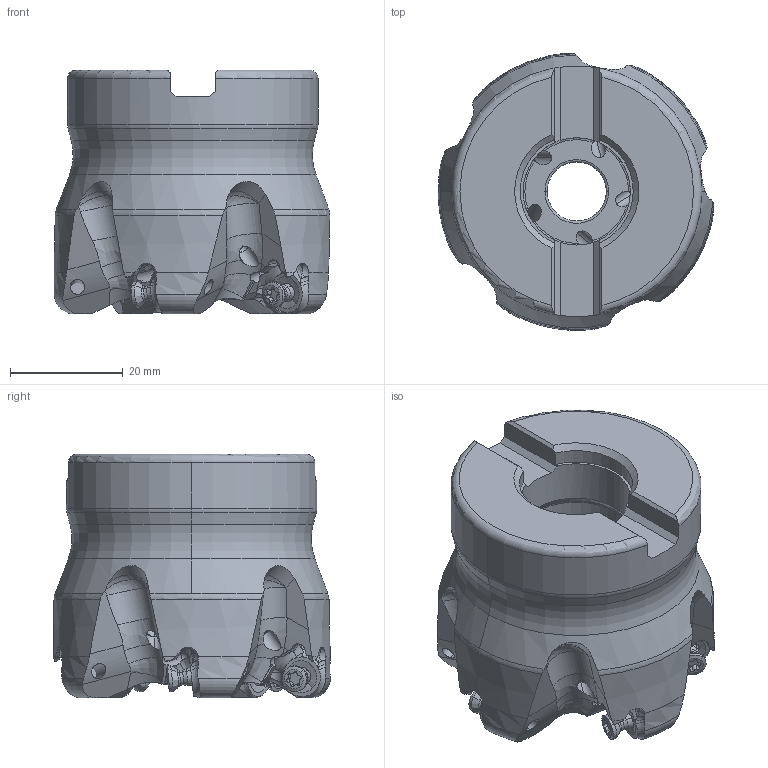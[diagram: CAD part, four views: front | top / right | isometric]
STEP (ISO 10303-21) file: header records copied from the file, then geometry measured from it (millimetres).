
FILE_DESCRIPTION(/* description */ (''),/* implementation_level */ '2;1');
FILE_NAME(/* name */ 'WWX200UR2_0005AA.stp',/* time_stamp */ '2022-11-25T16:42:51+09:00',/* author */ (''),/* organization */ (''),/* preprocessor_version */ 'ST-DEVELOPER v16',/* originating_system */ 'SIEMENS PLM Software NX 10.0',/* authorisation */ '');
FILE_SCHEMA (('AUTOMOTIVE_DESIGN { 1 0 10303 214 3 1 1 1 }'));
Length unit declared in the file: millimetre
Products named in the file (1): WWX200UR2_0005AA_ASM
Bounding box: 48.89 x 49.07 x 43.26 mm (x, y, z)
Volume: 51756.9 mm3; surface area: 13190.7 mm2
Topology: 6 solids, 6 shells, 651 faces, 1899 edges, 1219 vertices
Faces by surface type: cylinder 212, plane 161, sphere 80, bspline 75, cone 47, torus 41, extrusion 35
Entity records: 35550 total; most frequent: CARTESIAN_POINT 19516, ORIENTED_EDGE 3698, DIRECTION 2871, EDGE_CURVE 1849, VERTEX_POINT 1211, AXIS2_PLACEMENT_3D 1202, B_SPLINE_CURVE_WITH_KNOTS 819, EDGE_LOOP 674
